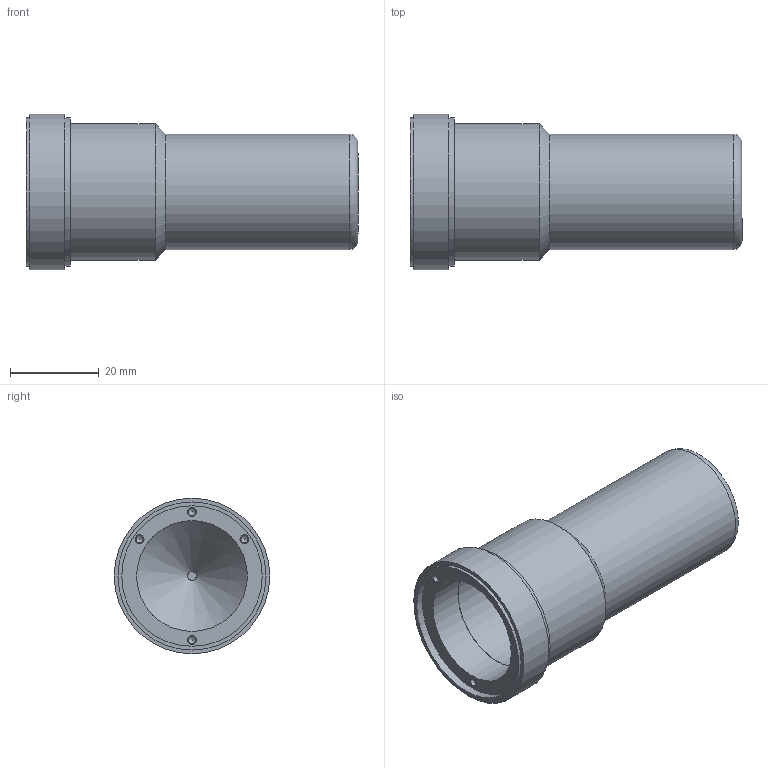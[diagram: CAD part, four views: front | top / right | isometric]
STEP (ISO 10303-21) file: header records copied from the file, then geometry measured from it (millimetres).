
FILE_DESCRIPTION(/* description */ (''),/* implementation_level */ '2;1');
FILE_NAME(/* name */ 'Target-for eHD-2015-12-22.stp',/* time_stamp */ '2020-08-28T10:39:42-04:00',/* author */ ('xwei'),/* organization */ (''),/* preprocessor_version */ 'ST-DEVELOPER v18.1',/* originating_system */ 'Autodesk Inventor 2021',/* authorisation */ '');
FILE_SCHEMA (('AUTOMOTIVE_DESIGN { 1 0 10303 214 3 1 1 }'));
Length unit declared in the file: inch
Products named in the file (5): Target-for eHD-2015-12-05; TargetRing-for eHD-2015-12-08; Target HD-for eHD; TargetShellinner; TargetShellouter-for eHD-5mm-stand
Assembly tree (4 placements, depth 2):
  Target-for eHD-2015-12-05
    TargetRing-for eHD-2015-12-08
    Target HD-for eHD
    TargetShellinner
    TargetShellouter-for eHD-5mm-stand
Bounding box: 74.7 x 35 x 35 mm (x, y, z)
Volume: 21636.3 mm3; surface area: 26040.1 mm2
Topology: 4 solids, 4 shells, 175 faces, 570 edges, 410 vertices
Faces by surface type: cylinder 83, cone 74, plane 15, torus 3
Full cylindrical faces by diameter (mm): 0.914 x60, 1.6 x4, 2 x1, 22 x1, 24.918 x1, 25 x3, 25.2 x1, 26 x1, 26.2 x1, 26.24 x1, 26.74 x1, 29.1 x1, 29.6 x1, 29.7 x1, 30.7 x1, 31.6 x1, 33.3 x2, 35 x1
Entity records: 6491 total; most frequent: DIRECTION 1223, CARTESIAN_POINT 1100, ORIENTED_EDGE 1012, AXIS2_PLACEMENT_3D 533, EDGE_CURVE 506, VERTEX_POINT 410, CIRCLE 349, EDGE_LOOP 250
